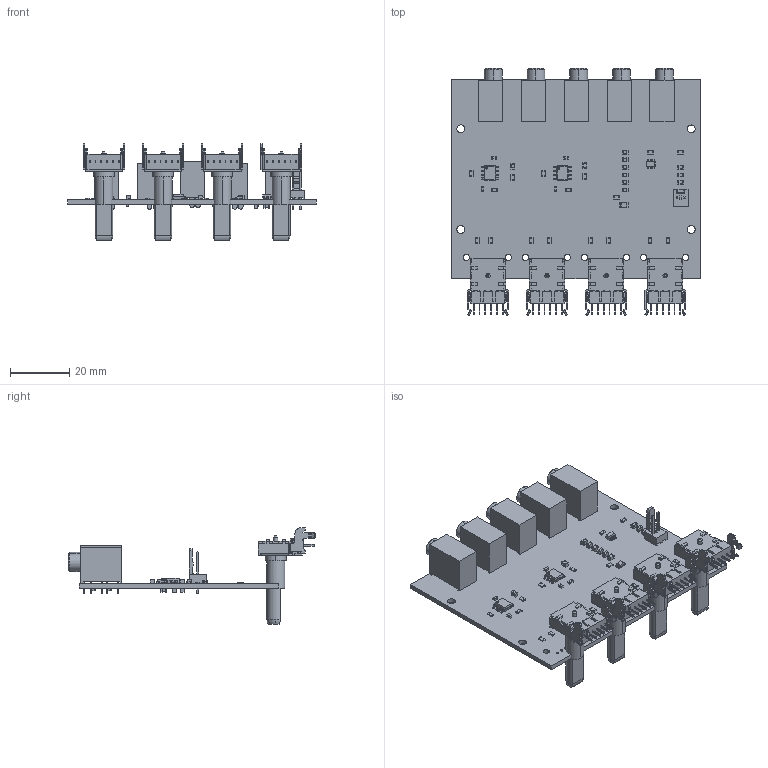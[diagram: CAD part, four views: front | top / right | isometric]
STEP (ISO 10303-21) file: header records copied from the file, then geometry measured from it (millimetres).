
FILE_DESCRIPTION(('KiCad electronic assembly'),'2;1');
FILE_NAME('Tiny4xPoweredStereoMixer.step','2024-11-01T11:42:49',( 'Pcbnew'),('Kicad'),'Open CASCADE STEP processor 7.7', 'KiCad to STEP converter','Unknown');
FILE_SCHEMA(('AUTOMOTIVE_DESIGN { 1 0 10303 214 1 1 1 1 }'));
Length unit declared in the file: millimetre
Products named in the file (20): Tiny4xPoweredStereoMixer 1; R_0805_2012Metric; C_0805_2012Metric; SOIC-8_3.9x4.9mm_P1.27mm; SOIC_8_39x49mm_P127mm; C_0603_1608Metric; Same_Sky_SJ1-3535NG-BE; CUI_DEVICES_SJ1-3535NG-BE; SOT-23-6; SOT_23_6; Molex_KK-254_AE-6410-02A_1x02_P2.54mm_Vertical; Molex_AE_6410_02A; Alps_RK12L12_Double_Horizontal; Tiny4xPoweredStereoMixer 1.33.1; LED_1206_3216Metric; Tiny4xPoweredStereoMixer_PCB
Assembly tree (67 placements, depth 3):
  Tiny4xPoweredStereoMixer 1
    R_0805_2012Metric  x17
      R_0805_2012Metric
    C_0805_2012Metric  x14
      C_0805_2012Metric
    SOIC-8_3.9x4.9mm_P1.27mm  x2
      SOIC_8_39x49mm_P127mm
    C_0603_1608Metric  x12
      C_0603_1608Metric
    Same_Sky_SJ1-3535NG-BE  x5
      CUI_DEVICES_SJ1-3535NG-BE
    SOT-23-6
      SOT_23_6
    Molex_KK-254_AE-6410-02A_1x02_P2.54mm_Vertical
      Molex_AE_6410_02A
    Alps_RK12L12_Double_Horizontal  x4
      Tiny4xPoweredStereoMixer 1.33.1
    LED_1206_3216Metric
      LED_1206_3216Metric
    Tiny4xPoweredStereoMixer_PCB
Bounding box: 84 x 83.7 x 32.6 mm (x, y, z)
Volume: 22682.6 mm3; surface area: 23537.8 mm2
Topology: 58 solids, 58 shells, 3783 faces, 9991 edges, 6494 vertices
Faces by surface type: plane 2586, cylinder 1025, bspline 126, cone 18, torus 16, sphere 12
Full cylindrical faces by diameter (mm): 0.6 x2, 0.8 x24, 1.19 x2, 2.7 x4
Entity records: 39026 total; most frequent: CARTESIAN_POINT 6722, ORIENTED_EDGE 5912, DIRECTION 5632, EDGE_CURVE 2956, LINE 2260, VECTOR 2260, VERTEX_POINT 1907, AXIS2_PLACEMENT_3D 1686
